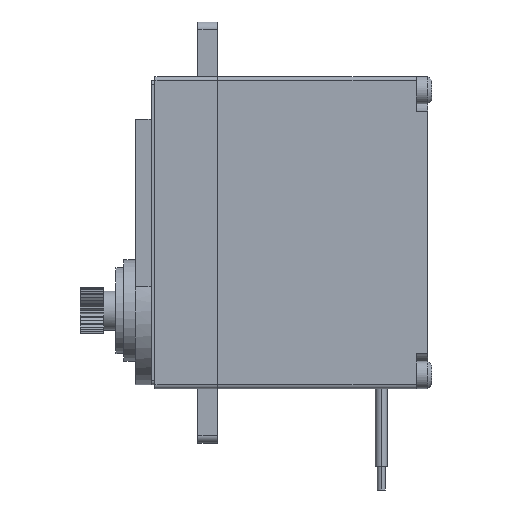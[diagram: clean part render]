
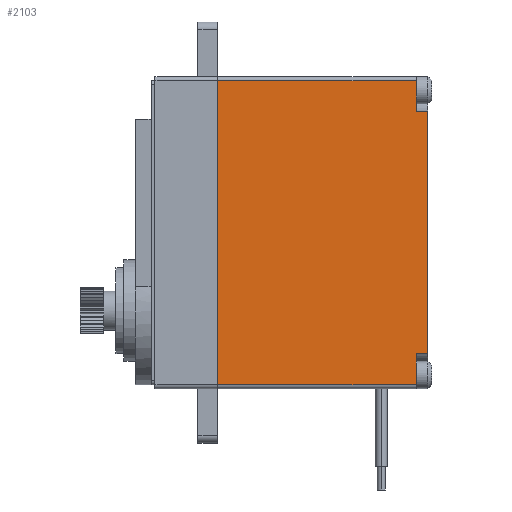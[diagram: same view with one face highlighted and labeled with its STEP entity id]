
A CAD part, left-side view. The second image highlights one B-rep face of the part: STEP entity #2103.
In plain terms, the highlighted planar face has unit normal (-1, 0, 0).
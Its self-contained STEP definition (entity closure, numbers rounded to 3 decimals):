
#122 = AXIS2_PLACEMENT_3D ( 'NONE', #7122, #2887, #3682 ) ;
#158 = DIRECTION ( 'NONE',  ( 0., 0., -1. ) ) ;
#438 = ORIENTED_EDGE ( 'NONE', *, *, #4932, .F. ) ;
#1263 = EDGE_CURVE ( 'NONE', #11659, #3446, #7730, .T. ) ;
#1783 = VERTEX_POINT ( 'NONE', #6747 ) ;
#2103 = ADVANCED_FACE ( 'NONE', ( #8190 ), #8566, .F. ) ;
#2616 = LINE ( 'NONE', #13468, #14843 ) ;
#2763 = CARTESIAN_POINT ( 'NONE',  ( -10., -27., -15.531 ) ) ;
#2887 = DIRECTION ( 'NONE',  ( 1., 0., 0. ) ) ;
#3446 = VERTEX_POINT ( 'NONE', #4395 ) ;
#3561 = VECTOR ( 'NONE', #14337, 1000. ) ;
#3682 = DIRECTION ( 'NONE',  ( 0., 0., -1. ) ) ;
#4395 = CARTESIAN_POINT ( 'NONE',  ( -10., -25.5, -19.5 ) ) ;
#4636 = LINE ( 'NONE', #12350, #7381 ) ;
#4650 = VERTEX_POINT ( 'NONE', #2763 ) ;
#4932 = EDGE_CURVE ( 'NONE', #3446, #13896, #4636, .T. ) ;
#5306 = VERTEX_POINT ( 'NONE', #6126 ) ;
#5505 = ORIENTED_EDGE ( 'NONE', *, *, #1263, .F. ) ;
#5813 = VECTOR ( 'NONE', #10885, 1000. ) ;
#6126 = CARTESIAN_POINT ( 'NONE',  ( -10., 0., 19.5 ) ) ;
#6280 = EDGE_LOOP ( 'NONE', ( #5505, #8374, #13794, #8544, #9594, #12271, #9595, #438 ) ) ;
#6425 = EDGE_CURVE ( 'NONE', #5306, #13896, #10728, .T. ) ;
#6580 = DIRECTION ( 'NONE',  ( 0., 1., 0. ) ) ;
#6700 = VERTEX_POINT ( 'NONE', #8682 ) ;
#6711 = EDGE_CURVE ( 'NONE', #1783, #4650, #11091, .T. ) ;
#6747 = CARTESIAN_POINT ( 'NONE',  ( -10., -27., 15.531 ) ) ;
#6764 = DIRECTION ( 'NONE',  ( 0., 0., -1. ) ) ;
#7122 = CARTESIAN_POINT ( 'NONE',  ( -10., -20., -19.5 ) ) ;
#7130 = CARTESIAN_POINT ( 'NONE',  ( -10., 0., -19.5 ) ) ;
#7147 = DIRECTION ( 'NONE',  ( 0., 0., -1. ) ) ;
#7381 = VECTOR ( 'NONE', #8987, 1000. ) ;
#7471 = CARTESIAN_POINT ( 'NONE',  ( -10., -25.5, -15.531 ) ) ;
#7514 = CARTESIAN_POINT ( 'NONE',  ( -10., -20., 19.5 ) ) ;
#7609 = CARTESIAN_POINT ( 'NONE',  ( -10., -25.5, 15.531 ) ) ;
#7626 = CARTESIAN_POINT ( 'NONE',  ( -10., 0., -19.5 ) ) ;
#7715 = VECTOR ( 'NONE', #6764, 1000. ) ;
#7730 = LINE ( 'NONE', #9684, #7715 ) ;
#7832 = VERTEX_POINT ( 'NONE', #7609 ) ;
#8048 = VECTOR ( 'NONE', #158, 1000. ) ;
#8053 = VECTOR ( 'NONE', #14346, 1000. ) ;
#8190 = FACE_OUTER_BOUND ( 'NONE', #6280, .T. ) ;
#8374 = ORIENTED_EDGE ( 'NONE', *, *, #10623, .T. ) ;
#8544 = ORIENTED_EDGE ( 'NONE', *, *, #14405, .T. ) ;
#8566 = PLANE ( 'NONE',  #122 ) ;
#8682 = CARTESIAN_POINT ( 'NONE',  ( -10., -25.5, 19.5 ) ) ;
#8941 = LINE ( 'NONE', #9751, #5813 ) ;
#8987 = DIRECTION ( 'NONE',  ( 0., 1., 0. ) ) ;
#9594 = ORIENTED_EDGE ( 'NONE', *, *, #13635, .F. ) ;
#9595 = ORIENTED_EDGE ( 'NONE', *, *, #6425, .T. ) ;
#9684 = CARTESIAN_POINT ( 'NONE',  ( -10., -25.5, -19.5 ) ) ;
#9751 = CARTESIAN_POINT ( 'NONE',  ( -10., -25.5, -15.531 ) ) ;
#10311 = VECTOR ( 'NONE', #7147, 1000. ) ;
#10623 = EDGE_CURVE ( 'NONE', #11659, #4650, #8941, .T. ) ;
#10728 = LINE ( 'NONE', #7130, #8048 ) ;
#10885 = DIRECTION ( 'NONE',  ( 0., -1., 0. ) ) ;
#11091 = LINE ( 'NONE', #13224, #8053 ) ;
#11659 = VERTEX_POINT ( 'NONE', #7471 ) ;
#11710 = CARTESIAN_POINT ( 'NONE',  ( -10., -25.5, -19.5 ) ) ;
#12138 = EDGE_CURVE ( 'NONE', #6700, #5306, #12391, .T. ) ;
#12271 = ORIENTED_EDGE ( 'NONE', *, *, #12138, .T. ) ;
#12350 = CARTESIAN_POINT ( 'NONE',  ( -10., -20., -19.5 ) ) ;
#12391 = LINE ( 'NONE', #7514, #3561 ) ;
#13224 = CARTESIAN_POINT ( 'NONE',  ( -10., -27., 19.5 ) ) ;
#13468 = CARTESIAN_POINT ( 'NONE',  ( -10., -25.5, 15.531 ) ) ;
#13635 = EDGE_CURVE ( 'NONE', #6700, #7832, #14385, .T. ) ;
#13794 = ORIENTED_EDGE ( 'NONE', *, *, #6711, .F. ) ;
#13896 = VERTEX_POINT ( 'NONE', #7626 ) ;
#14337 = DIRECTION ( 'NONE',  ( 0., 1., 0. ) ) ;
#14346 = DIRECTION ( 'NONE',  ( 0., 0., -1. ) ) ;
#14385 = LINE ( 'NONE', #11710, #10311 ) ;
#14405 = EDGE_CURVE ( 'NONE', #1783, #7832, #2616, .T. ) ;
#14843 = VECTOR ( 'NONE', #6580, 1000. ) ;
